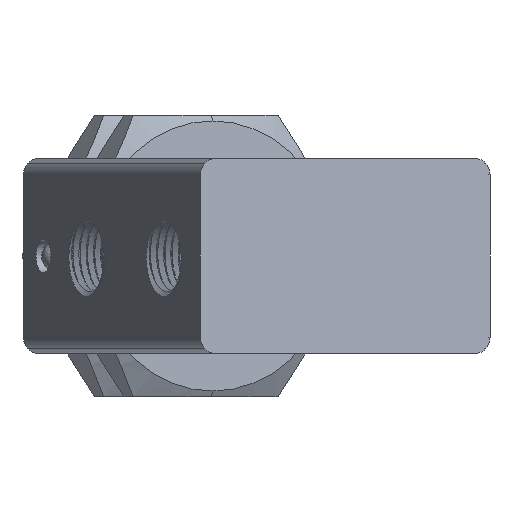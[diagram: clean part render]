
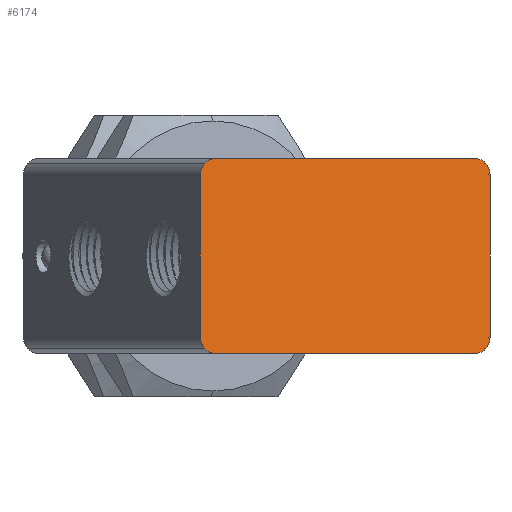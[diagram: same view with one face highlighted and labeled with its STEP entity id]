
A CAD part, front view. The second image highlights one B-rep face of the part: STEP entity #6174.
In plain terms, the highlighted face is planar.
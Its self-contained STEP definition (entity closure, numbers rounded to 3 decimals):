
#507=CARTESIAN_POINT('',(-9.707,-12.0,5.707));
#508=VERTEX_POINT('',#507);
#517=CARTESIAN_POINT('',(-9.0,-12.,6.0));
#518=VERTEX_POINT('',#517);
#519=CARTESIAN_POINT('',(-9.0,-12.0,5.0));
#520=DIRECTION('',(0.0,1.,0.0));
#521=DIRECTION('',(-0.707,0.0,0.707));
#522=AXIS2_PLACEMENT_3D('',#519,#520,#521);
#523=CIRCLE('',#522,1.);
#524=EDGE_CURVE('',#508,#518,#523,.T.);
#551=CARTESIAN_POINT('',(9.707,-12.0,5.707));
#552=VERTEX_POINT('',#551);
#568=CARTESIAN_POINT('',(9.,-12.,6.0));
#569=VERTEX_POINT('',#568);
#576=CARTESIAN_POINT('',(9.,-12.0,5.0));
#577=DIRECTION('',(0.0,1.,0.0));
#578=DIRECTION('',(0.707,0.0,0.707));
#579=AXIS2_PLACEMENT_3D('',#576,#577,#578);
#580=CIRCLE('',#579,1.);
#581=EDGE_CURVE('',#569,#552,#580,.T.);
#591=CARTESIAN_POINT('',(9.707,-12.0,-5.707));
#592=VERTEX_POINT('',#591);
#601=CARTESIAN_POINT('',(9.,-12.,-6.0));
#602=VERTEX_POINT('',#601);
#603=CARTESIAN_POINT('',(9.,-12.0,-5.0));
#604=DIRECTION('',(0.0,1.,0.0));
#605=DIRECTION('',(0.707,0.0,-0.707));
#606=AXIS2_PLACEMENT_3D('',#603,#604,#605);
#607=CIRCLE('',#606,1.);
#608=EDGE_CURVE('',#592,#602,#607,.T.);
#635=CARTESIAN_POINT('',(-9.707,-12.0,-5.707));
#636=VERTEX_POINT('',#635);
#652=CARTESIAN_POINT('',(-9.0,-12.,-6.0));
#653=VERTEX_POINT('',#652);
#660=CARTESIAN_POINT('',(-9.0,-12.0,-5.0));
#661=DIRECTION('',(0.0,1.,0.0));
#662=DIRECTION('',(-0.707,0.0,-0.707));
#663=AXIS2_PLACEMENT_3D('',#660,#661,#662);
#664=CIRCLE('',#663,1.);
#665=EDGE_CURVE('',#653,#636,#664,.T.);
#5926=CARTESIAN_POINT('',(-10.0,-12.0,-5.0));
#5927=VERTEX_POINT('',#5926);
#5928=CARTESIAN_POINT('',(-9.0,-12.0,-5.0));
#5929=DIRECTION('',(0.0,1.,0.0));
#5930=DIRECTION('',(-0.707,0.0,-0.707));
#5931=AXIS2_PLACEMENT_3D('',#5928,#5929,#5930);
#5932=CIRCLE('',#5931,1.);
#5933=EDGE_CURVE('',#636,#5927,#5932,.T.);
#5972=CARTESIAN_POINT('',(-9.0,-12.,-6.0));
#5973=DIRECTION('',(1.0,0.0,0.0));
#5974=VECTOR('',#5973,18.0);
#5975=LINE('',#5972,#5974);
#5976=EDGE_CURVE('',#653,#602,#5975,.T.);
#6014=CARTESIAN_POINT('',(10.0,-12.0,-5.0));
#6015=VERTEX_POINT('',#6014);
#6022=CARTESIAN_POINT('',(9.,-12.0,-5.0));
#6023=DIRECTION('',(0.0,1.,0.0));
#6024=DIRECTION('',(0.707,0.0,-0.707));
#6025=AXIS2_PLACEMENT_3D('',#6022,#6023,#6024);
#6026=CIRCLE('',#6025,1.);
#6027=EDGE_CURVE('',#6015,#592,#6026,.T.);
#6046=CARTESIAN_POINT('',(10.0,-12.0,5.0));
#6047=VERTEX_POINT('',#6046);
#6054=CARTESIAN_POINT('',(10.0,-12.0,-5.0));
#6055=DIRECTION('',(0.0,0.0,1.0));
#6056=VECTOR('',#6055,10.0);
#6057=LINE('',#6054,#6056);
#6058=EDGE_CURVE('',#6015,#6047,#6057,.T.);
#6125=CARTESIAN_POINT('',(9.,-12.0,5.0));
#6126=DIRECTION('',(0.0,1.,0.0));
#6127=DIRECTION('',(0.707,0.0,0.707));
#6128=AXIS2_PLACEMENT_3D('',#6125,#6126,#6127);
#6129=CIRCLE('',#6128,1.);
#6130=EDGE_CURVE('',#552,#6047,#6129,.T.);
#6137=CARTESIAN_POINT('',(10.0,-12.0,-6.0));
#6138=DIRECTION('',(0.0,-1.0,0.0));
#6139=DIRECTION('',(0.0,0.0,-1.0));
#6140=AXIS2_PLACEMENT_3D('',#6137,#6138,#6139);
#6141=PLANE('',#6140);
#6142=ORIENTED_EDGE('',*,*,#665,.F.);
#6143=ORIENTED_EDGE('',*,*,#5976,.T.);
#6144=ORIENTED_EDGE('',*,*,#608,.F.);
#6145=ORIENTED_EDGE('',*,*,#6027,.F.);
#6146=ORIENTED_EDGE('',*,*,#6058,.T.);
#6147=ORIENTED_EDGE('',*,*,#6130,.F.);
#6148=ORIENTED_EDGE('',*,*,#581,.F.);
#6149=CARTESIAN_POINT('',(9.,-12.,6.0));
#6150=DIRECTION('',(-1.0,0.0,0.0));
#6151=VECTOR('',#6150,18.0);
#6152=LINE('',#6149,#6151);
#6153=EDGE_CURVE('',#569,#518,#6152,.T.);
#6154=ORIENTED_EDGE('',*,*,#6153,.T.);
#6155=ORIENTED_EDGE('',*,*,#524,.F.);
#6156=CARTESIAN_POINT('',(-10.0,-12.0,5.0));
#6157=VERTEX_POINT('',#6156);
#6158=CARTESIAN_POINT('',(-9.0,-12.0,5.0));
#6159=DIRECTION('',(0.0,1.,0.0));
#6160=DIRECTION('',(-0.707,0.0,0.707));
#6161=AXIS2_PLACEMENT_3D('',#6158,#6159,#6160);
#6162=CIRCLE('',#6161,1.);
#6163=EDGE_CURVE('',#6157,#508,#6162,.T.);
#6164=ORIENTED_EDGE('',*,*,#6163,.F.);
#6165=CARTESIAN_POINT('',(-10.0,-12.0,-5.0));
#6166=DIRECTION('',(0.0,0.0,1.0));
#6167=VECTOR('',#6166,10.0);
#6168=LINE('',#6165,#6167);
#6169=EDGE_CURVE('',#5927,#6157,#6168,.T.);
#6170=ORIENTED_EDGE('',*,*,#6169,.F.);
#6171=ORIENTED_EDGE('',*,*,#5933,.F.);
#6172=EDGE_LOOP('',(#6142,#6143,#6144,#6145,#6146,#6147,#6148,#6154,#6155,#6164,#6170,#6171));
#6173=FACE_OUTER_BOUND('',#6172,.T.);
#6174=ADVANCED_FACE('',(#6173),#6141,.T.);
